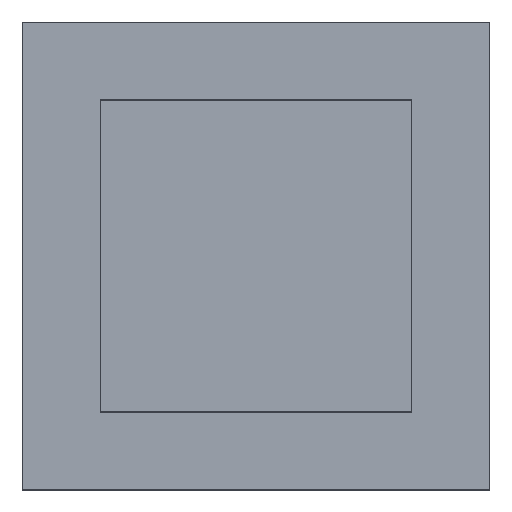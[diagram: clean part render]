
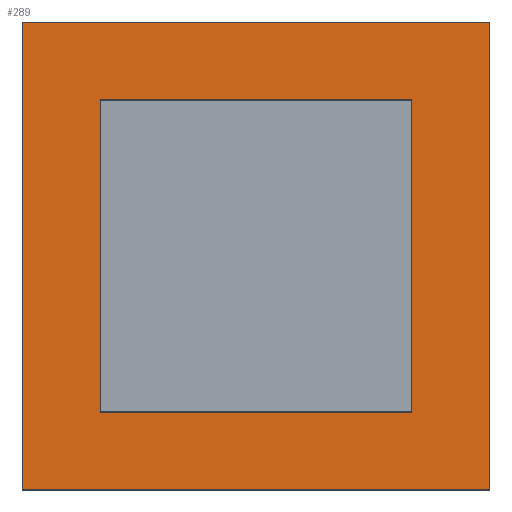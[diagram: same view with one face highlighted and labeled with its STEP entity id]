
A CAD part, top view. The second image highlights one B-rep face of the part: STEP entity #289.
In plain terms, the highlighted planar face has unit normal (0, 0, 1).
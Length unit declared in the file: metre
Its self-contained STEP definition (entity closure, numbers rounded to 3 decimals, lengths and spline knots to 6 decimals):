
#72=ORIENTED_EDGE('',*,*,#109,.F.);
#73=ORIENTED_EDGE('',*,*,#107,.T.);
#74=ORIENTED_EDGE('',*,*,#115,.T.);
#75=ORIENTED_EDGE('',*,*,#112,.F.);
#76=ORIENTED_EDGE('',*,*,#118,.F.);
#77=ORIENTED_EDGE('',*,*,#122,.T.);
#78=ORIENTED_EDGE('',*,*,#125,.T.);
#79=ORIENTED_EDGE('',*,*,#127,.F.);
#107=EDGE_CURVE('',#136,#139,#167,.T.);
#109=EDGE_CURVE('',#136,#141,#169,.T.);
#112=EDGE_CURVE('',#141,#143,#172,.T.);
#115=EDGE_CURVE('',#139,#143,#175,.T.);
#118=EDGE_CURVE('',#146,#147,#178,.T.);
#122=EDGE_CURVE('',#146,#149,#182,.T.);
#125=EDGE_CURVE('',#149,#151,#185,.T.);
#127=EDGE_CURVE('',#147,#151,#187,.T.);
#136=VERTEX_POINT('',#419);
#139=VERTEX_POINT('',#424);
#141=VERTEX_POINT('',#430);
#143=VERTEX_POINT('',#436);
#146=VERTEX_POINT('',#446);
#147=VERTEX_POINT('',#448);
#149=VERTEX_POINT('',#454);
#151=VERTEX_POINT('',#460);
#167=LINE('',#425,#203);
#169=LINE('',#429,#205);
#172=LINE('',#435,#208);
#175=LINE('',#440,#211);
#178=LINE('',#447,#214);
#182=LINE('',#455,#218);
#185=LINE('',#461,#221);
#187=LINE('',#464,#223);
#203=VECTOR('',#350,1.);
#205=VECTOR('',#354,1.);
#208=VECTOR('',#359,1.);
#211=VECTOR('',#364,1.);
#214=VECTOR('',#369,1.);
#218=VECTOR('',#375,1.);
#221=VECTOR('',#380,1.);
#223=VECTOR('',#384,1.);
#237=EDGE_LOOP('',(#72,#73,#74,#75));
#238=EDGE_LOOP('',(#76,#77,#78,#79));
#255=FACE_BOUND('',#237,.T.);
#256=FACE_BOUND('',#238,.T.);
#273=PLANE('',#318);
#289=ADVANCED_FACE('',(#255,#256),#273,.T.);
#318=AXIS2_PLACEMENT_3D('',#465,#385,#386);
#350=DIRECTION('',(1.,0.,0.));
#354=DIRECTION('',(0.,-1.,0.));
#359=DIRECTION('',(1.,0.,0.));
#364=DIRECTION('',(0.,-1.,0.));
#369=DIRECTION('',(1.,0.,0.));
#375=DIRECTION('',(0.,-1.,0.));
#380=DIRECTION('',(1.,0.,0.));
#384=DIRECTION('',(0.,-1.,0.));
#385=DIRECTION('',(0.,0.,1.));
#386=DIRECTION('',(1.,0.,0.));
#419=CARTESIAN_POINT('',(-0.1,0.1,0.801));
#424=CARTESIAN_POINT('',(0.1,0.1,0.801));
#425=CARTESIAN_POINT('',(0.,0.1,0.801));
#429=CARTESIAN_POINT('',(-0.1,0.,0.801));
#430=CARTESIAN_POINT('',(-0.1,-0.1,0.801));
#435=CARTESIAN_POINT('',(0.,-0.1,0.801));
#436=CARTESIAN_POINT('',(0.1,-0.1,0.801));
#440=CARTESIAN_POINT('',(0.1,0.,0.801));
#446=CARTESIAN_POINT('',(-0.15,0.15,0.801));
#447=CARTESIAN_POINT('',(0.,0.15,0.801));
#448=CARTESIAN_POINT('',(0.15,0.15,0.801));
#454=CARTESIAN_POINT('',(-0.15,-0.15,0.801));
#455=CARTESIAN_POINT('',(-0.15,0.,0.801));
#460=CARTESIAN_POINT('',(0.15,-0.15,0.801));
#461=CARTESIAN_POINT('',(0.,-0.15,0.801));
#464=CARTESIAN_POINT('',(0.15,0.,0.801));
#465=CARTESIAN_POINT('',(0.,0.,0.801));
